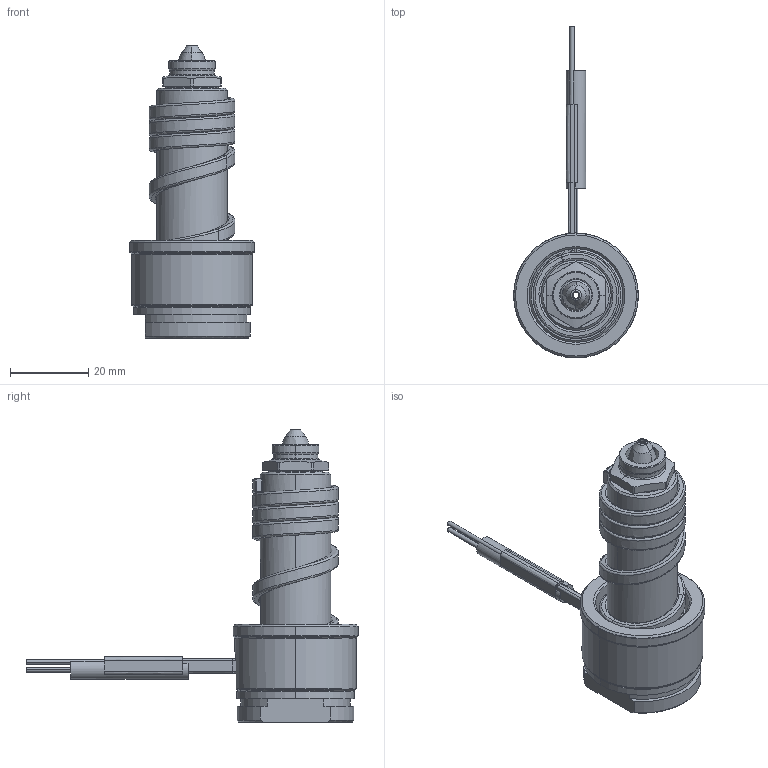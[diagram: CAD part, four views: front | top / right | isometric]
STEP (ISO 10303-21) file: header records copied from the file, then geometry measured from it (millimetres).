
FILE_DESCRIPTION((''),'2;1');
FILE_NAME('SM-76-AKM-N','2015-11-02T',('砐錪賧瘔蠈錪'),('IMID'),'PRO/ENGINEER BY PARAMETRIC TECHNOLOGY CORPORATION, 2015070','PRO/ENGINEER BY PARAMETRIC TECHNOLOGY CORPORATION, 2015070','');
FILE_SCHEMA(('CONFIG_CONTROL_DESIGN'));
Length unit declared in the file: millimetre
Products named in the file (1): SM-76-AKM-N
Bounding box: 32 x 85 x 75.2 mm (x, y, z)
Volume: 27962.7 mm3; surface area: 16593.1 mm2
Topology: 1 solids, 13 shells, 331 faces, 822 edges, 488 vertices
Faces by surface type: cylinder 117, cone 59, bspline 57, plane 52, torus 30, revolution 9, extrusion 7
Entity records: 16034 total; most frequent: CARTESIAN_POINT 8438, ORIENTED_EDGE 1588, DIRECTION 1538, EDGE_CURVE 814, AXIS2_PLACEMENT_3D 624, VERTEX_POINT 488, CIRCLE 365, EDGE_LOOP 358
